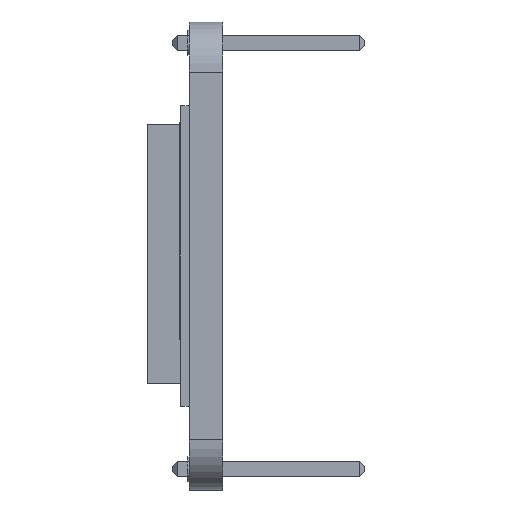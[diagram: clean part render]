
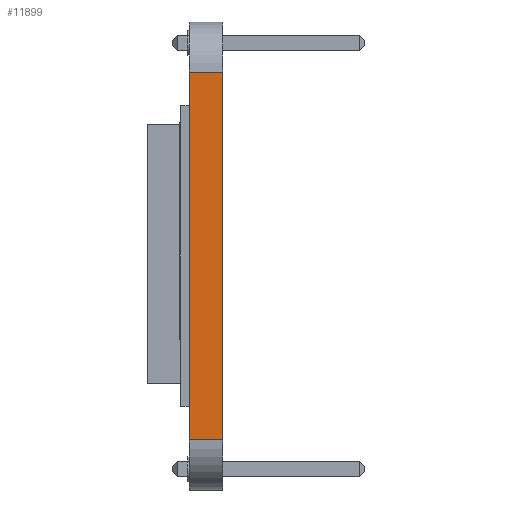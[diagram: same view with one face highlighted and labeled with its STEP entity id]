
A CAD part, left-side view. The second image highlights one B-rep face of the part: STEP entity #11899.
In plain terms, the highlighted planar face has unit normal (-1, 0, 0).
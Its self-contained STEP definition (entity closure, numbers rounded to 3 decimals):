
#1082=FACE_OUTER_BOUND('',#1903,.T.);
#1903=EDGE_LOOP('',(#9647,#9648,#9649,#9650));
#3065=LINE('',#18514,#4444);
#3082=LINE('',#18601,#4461);
#3101=LINE('',#18713,#4480);
#3103=LINE('',#18716,#4482);
#4444=VECTOR('',#15134,10.);
#4461=VECTOR('',#15205,10.);
#4480=VECTOR('',#15324,10.);
#4482=VECTOR('',#15328,10.);
#5464=VERTEX_POINT('',#18512);
#5465=VERTEX_POINT('',#18513);
#5507=VERTEX_POINT('',#18598);
#5508=VERTEX_POINT('',#18600);
#6865=EDGE_CURVE('',#5464,#5465,#3065,.T.);
#6908=EDGE_CURVE('',#5507,#5508,#3082,.T.);
#6965=EDGE_CURVE('',#5508,#5465,#3101,.T.);
#6967=EDGE_CURVE('',#5464,#5507,#3103,.T.);
#9647=ORIENTED_EDGE('',*,*,#6865,.T.);
#9648=ORIENTED_EDGE('',*,*,#6965,.F.);
#9649=ORIENTED_EDGE('',*,*,#6908,.F.);
#9650=ORIENTED_EDGE('',*,*,#6967,.F.);
#11251=PLANE('',#12791);
#11899=ADVANCED_FACE('',(#1082),#11251,.T.);
#12791=AXIS2_PLACEMENT_3D('',#18748,#15376,#15377);
#15134=DIRECTION('',(0.,0.,-1.));
#15205=DIRECTION('',(0.,0.,-1.));
#15324=DIRECTION('',(0.,1.,0.));
#15328=DIRECTION('',(0.,-1.,0.));
#15376=DIRECTION('center_axis',(-1.,0.,0.));
#15377=DIRECTION('ref_axis',(0.,0.,-1.));
#18512=CARTESIAN_POINT('',(-20.,2.,7.007));
#18513=CARTESIAN_POINT('',(-20.,2.,-14.993));
#18514=CARTESIAN_POINT('',(-20.,2.,10.007));
#18598=CARTESIAN_POINT('',(-20.,0.,7.007));
#18600=CARTESIAN_POINT('',(-20.,0.,-14.993));
#18601=CARTESIAN_POINT('',(-20.,0.,10.007));
#18713=CARTESIAN_POINT('',(-20.,2.,-14.993));
#18716=CARTESIAN_POINT('',(-20.,2.,7.007));
#18748=CARTESIAN_POINT('Origin',(-20.,2.,10.007));
